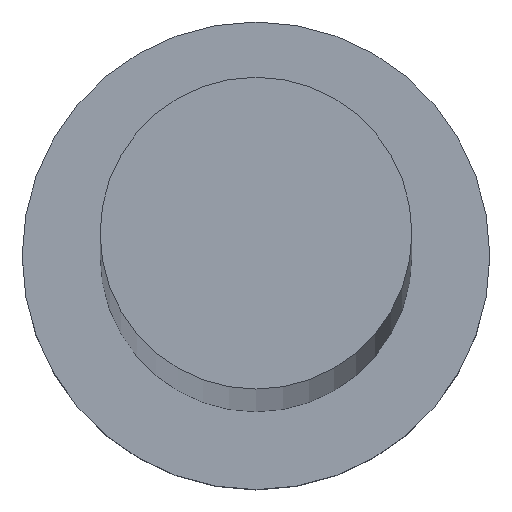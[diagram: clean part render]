
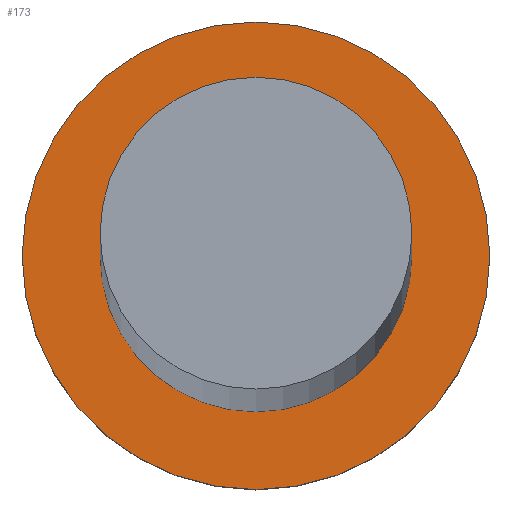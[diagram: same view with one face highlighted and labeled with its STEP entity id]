
A CAD part, top view. The second image highlights one B-rep face of the part: STEP entity #173.
In plain terms, the highlighted planar face has unit normal (0, 0, 1).
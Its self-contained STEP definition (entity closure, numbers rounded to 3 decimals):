
#11 = CARTESIAN_POINT ( 'NONE',  ( 0., 0., 7. ) ) ;
#28 = CARTESIAN_POINT ( 'NONE',  ( -9., 0., 7. ) ) ;
#31 = DIRECTION ( 'NONE',  ( 1., 0., 0. ) ) ;
#36 = VERTEX_POINT ( 'NONE', #234 ) ;
#38 = CIRCLE ( 'NONE', #200, 6. ) ;
#45 = PLANE ( 'NONE',  #58 ) ;
#48 = DIRECTION ( 'NONE',  ( 0., 0., 1. ) ) ;
#58 = AXIS2_PLACEMENT_3D ( 'NONE', #11, #122, #244 ) ;
#65 = FACE_OUTER_BOUND ( 'NONE', #77, .T. ) ;
#71 = CARTESIAN_POINT ( 'NONE',  ( -6., 0., 7. ) ) ;
#75 = DIRECTION ( 'NONE',  ( 0., 0., 1. ) ) ;
#77 = EDGE_LOOP ( 'NONE', ( #250, #192 ) ) ;
#115 = EDGE_CURVE ( 'NONE', #152, #212, #238, .T. ) ;
#122 = DIRECTION ( 'NONE',  ( 0., 0., 1. ) ) ;
#125 = DIRECTION ( 'NONE',  ( 1., 0., 0. ) ) ;
#129 = CARTESIAN_POINT ( 'NONE',  ( 0., 0., 7. ) ) ;
#134 = VERTEX_POINT ( 'NONE', #71 ) ;
#136 = CIRCLE ( 'NONE', #199, 9. ) ;
#137 = EDGE_CURVE ( 'NONE', #212, #152, #136, .T. ) ;
#145 = CIRCLE ( 'NONE', #231, 6. ) ;
#146 = CARTESIAN_POINT ( 'NONE',  ( 0., 0., 7. ) ) ;
#150 = ORIENTED_EDGE ( 'NONE', *, *, #164, .F. ) ;
#151 = DIRECTION ( 'NONE',  ( 1., 0., 0. ) ) ;
#152 = VERTEX_POINT ( 'NONE', #28 ) ;
#154 = EDGE_LOOP ( 'NONE', ( #233, #150 ) ) ;
#164 = EDGE_CURVE ( 'NONE', #36, #134, #145, .T. ) ;
#171 = CARTESIAN_POINT ( 'NONE',  ( 0., 0., 7. ) ) ;
#173 = ADVANCED_FACE ( 'NONE', ( #204, #65 ), #45, .T. ) ;
#178 = EDGE_CURVE ( 'NONE', #134, #36, #38, .T. ) ;
#192 = ORIENTED_EDGE ( 'NONE', *, *, #137, .T. ) ;
#199 = AXIS2_PLACEMENT_3D ( 'NONE', #129, #206, #251 ) ;
#200 = AXIS2_PLACEMENT_3D ( 'NONE', #146, #48, #31 ) ;
#204 = FACE_BOUND ( 'NONE', #154, .T. ) ;
#206 = DIRECTION ( 'NONE',  ( 0., 0., 1. ) ) ;
#212 = VERTEX_POINT ( 'NONE', #247 ) ;
#220 = CARTESIAN_POINT ( 'NONE',  ( 0., 0., 7. ) ) ;
#231 = AXIS2_PLACEMENT_3D ( 'NONE', #171, #75, #151 ) ;
#233 = ORIENTED_EDGE ( 'NONE', *, *, #178, .F. ) ;
#234 = CARTESIAN_POINT ( 'NONE',  ( 6., 0., 7. ) ) ;
#236 = AXIS2_PLACEMENT_3D ( 'NONE', #220, #239, #125 ) ;
#238 = CIRCLE ( 'NONE', #236, 9. ) ;
#239 = DIRECTION ( 'NONE',  ( 0., 0., 1. ) ) ;
#244 = DIRECTION ( 'NONE',  ( 1., 0., 0. ) ) ;
#247 = CARTESIAN_POINT ( 'NONE',  ( 9., 0., 7. ) ) ;
#250 = ORIENTED_EDGE ( 'NONE', *, *, #115, .T. ) ;
#251 = DIRECTION ( 'NONE',  ( 1., 0., 0. ) ) ;
